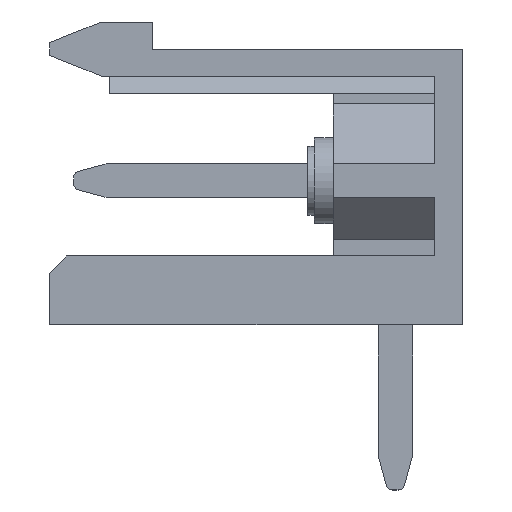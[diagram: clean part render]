
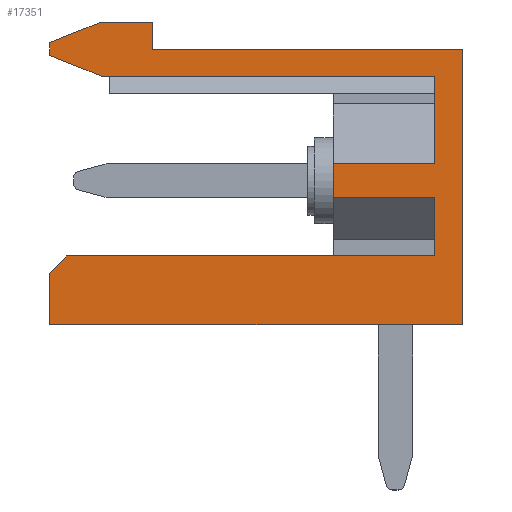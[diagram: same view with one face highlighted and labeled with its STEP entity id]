
A CAD part, left-side view. The second image highlights one B-rep face of the part: STEP entity #17351.
In plain terms, the highlighted planar face has unit normal (-1, 0, 0).
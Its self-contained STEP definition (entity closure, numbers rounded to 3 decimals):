
#69 = ORIENTED_EDGE ( 'NONE', *, *, #6523, .T. ) ;
#113 = ORIENTED_EDGE ( 'NONE', *, *, #4224, .F. ) ;
#319 = CARTESIAN_POINT ( 'NONE',  ( 0., 0.8, -0.77 ) ) ;
#417 = LINE ( 'NONE', #16603, #10526 ) ;
#502 = EDGE_CURVE ( 'NONE', #4255, #8271, #7880, .T. ) ;
#685 = VECTOR ( 'NONE', #13986, 1000. ) ;
#894 = VECTOR ( 'NONE', #9503, 1000. ) ;
#945 = ORIENTED_EDGE ( 'NONE', *, *, #4522, .F. ) ;
#1006 = VECTOR ( 'NONE', #8952, 1000. ) ;
#1317 = LINE ( 'NONE', #12237, #894 ) ;
#1374 = CARTESIAN_POINT ( 'NONE',  ( 0., 0.8, -0.77 ) ) ;
#1558 = DIRECTION ( 'NONE',  ( 0., 0., 1. ) ) ;
#1658 = EDGE_CURVE ( 'NONE', #14864, #13753, #15580, .T. ) ;
#1838 = ORIENTED_EDGE ( 'NONE', *, *, #502, .F. ) ;
#2165 = CARTESIAN_POINT ( 'NONE',  ( 0., 9.01, 0.8 ) ) ;
#2291 = EDGE_LOOP ( 'NONE', ( #945, #69, #16022, #6083, #1838, #17279, #9227, #3191, #8067, #2847, #7293, #6190, #8217, #113, #5219, #17517, #11026 ) ) ;
#2379 = CARTESIAN_POINT ( 'NONE',  ( 0., 10.5, 0.8 ) ) ;
#2502 = CARTESIAN_POINT ( 'NONE',  ( 0., 0., -8. ) ) ;
#2531 = VECTOR ( 'NONE', #10062, 1000. ) ;
#2716 = VERTEX_POINT ( 'NONE', #5022 ) ;
#2847 = ORIENTED_EDGE ( 'NONE', *, *, #17745, .F. ) ;
#2902 = DIRECTION ( 'NONE',  ( 0., 0.707, -0.707 ) ) ;
#2943 = EDGE_CURVE ( 'NONE', #17024, #9775, #8913, .T. ) ;
#3191 = ORIENTED_EDGE ( 'NONE', *, *, #14794, .F. ) ;
#3707 = VERTEX_POINT ( 'NONE', #13338 ) ;
#3774 = DIRECTION ( 'NONE',  ( 0., -1., 0. ) ) ;
#4224 = EDGE_CURVE ( 'NONE', #3707, #11238, #5197, .T. ) ;
#4255 = VERTEX_POINT ( 'NONE', #5818 ) ;
#4443 = AXIS2_PLACEMENT_3D ( 'NONE', #13460, #5236, #14870 ) ;
#4522 = EDGE_CURVE ( 'NONE', #17007, #2716, #6305, .T. ) ;
#4639 = CARTESIAN_POINT ( 'NONE',  ( 0., 9.01, 0. ) ) ;
#4653 = LINE ( 'NONE', #13033, #1006 ) ;
#4807 = VERTEX_POINT ( 'NONE', #1374 ) ;
#5022 = CARTESIAN_POINT ( 'NONE',  ( 0., 0.8, -6. ) ) ;
#5025 = CARTESIAN_POINT ( 'NONE',  ( 0., 0.8, -6. ) ) ;
#5197 = LINE ( 'NONE', #5764, #685 ) ;
#5219 = ORIENTED_EDGE ( 'NONE', *, *, #6943, .T. ) ;
#5236 = DIRECTION ( 'NONE',  ( 1., 0., 0. ) ) ;
#5254 = VECTOR ( 'NONE', #5506, 1000. ) ;
#5506 = DIRECTION ( 'NONE',  ( 0., -0.928, 0.371 ) ) ;
#5656 = LINE ( 'NONE', #16662, #9745 ) ;
#5764 = CARTESIAN_POINT ( 'NONE',  ( 0., 3.75, -3.31 ) ) ;
#5818 = CARTESIAN_POINT ( 'NONE',  ( 0., 0., 0. ) ) ;
#6066 = VECTOR ( 'NONE', #3774, 1000. ) ;
#6083 = ORIENTED_EDGE ( 'NONE', *, *, #10705, .F. ) ;
#6190 = ORIENTED_EDGE ( 'NONE', *, *, #17069, .F. ) ;
#6305 = LINE ( 'NONE', #5025, #9943 ) ;
#6436 = LINE ( 'NONE', #10909, #10075 ) ;
#6523 = EDGE_CURVE ( 'NONE', #17007, #11023, #417, .T. ) ;
#6874 = VECTOR ( 'NONE', #12984, 1000. ) ;
#6879 = EDGE_CURVE ( 'NONE', #13753, #4255, #8138, .T. ) ;
#6943 = EDGE_CURVE ( 'NONE', #3707, #8049, #10514, .T. ) ;
#7293 = ORIENTED_EDGE ( 'NONE', *, *, #15083, .F. ) ;
#7880 = LINE ( 'NONE', #10700, #11102 ) ;
#8049 = VERTEX_POINT ( 'NONE', #12603 ) ;
#8067 = ORIENTED_EDGE ( 'NONE', *, *, #2943, .F. ) ;
#8126 = VERTEX_POINT ( 'NONE', #14172 ) ;
#8138 = LINE ( 'NONE', #4639, #15047 ) ;
#8217 = ORIENTED_EDGE ( 'NONE', *, *, #14410, .F. ) ;
#8263 = VECTOR ( 'NONE', #14669, 1000. ) ;
#8271 = VERTEX_POINT ( 'NONE', #14552 ) ;
#8336 = VECTOR ( 'NONE', #9919, 1000. ) ;
#8668 = CARTESIAN_POINT ( 'NONE',  ( 0., 10.5, -0.77 ) ) ;
#8913 = LINE ( 'NONE', #16447, #5254 ) ;
#8952 = DIRECTION ( 'NONE',  ( 0., 0., 1. ) ) ;
#9227 = ORIENTED_EDGE ( 'NONE', *, *, #1658, .F. ) ;
#9233 = LINE ( 'NONE', #2502, #11581 ) ;
#9503 = DIRECTION ( 'NONE',  ( 0., 0.928, 0.371 ) ) ;
#9745 = VECTOR ( 'NONE', #1558, 1000. ) ;
#9775 = VERTEX_POINT ( 'NONE', #9835 ) ;
#9835 = CARTESIAN_POINT ( 'NONE',  ( 0., 10.5, 0.8 ) ) ;
#9919 = DIRECTION ( 'NONE',  ( 0., 0., 1. ) ) ;
#9943 = VECTOR ( 'NONE', #14650, 1000. ) ;
#10062 = DIRECTION ( 'NONE',  ( 0., 1., 0. ) ) ;
#10075 = VECTOR ( 'NONE', #17762, 1000. ) ;
#10359 = VERTEX_POINT ( 'NONE', #12490 ) ;
#10514 = LINE ( 'NONE', #11652, #6874 ) ;
#10526 = VECTOR ( 'NONE', #2902, 1000. ) ;
#10700 = CARTESIAN_POINT ( 'NONE',  ( 0., 0., 0. ) ) ;
#10705 = EDGE_CURVE ( 'NONE', #8271, #8126, #9233, .T. ) ;
#10712 = PLANE ( 'NONE',  #4443 ) ;
#10734 = DIRECTION ( 'NONE',  ( 0., 1., 0. ) ) ;
#10909 = CARTESIAN_POINT ( 'NONE',  ( 0., 12., -8. ) ) ;
#11023 = VERTEX_POINT ( 'NONE', #16983 ) ;
#11026 = ORIENTED_EDGE ( 'NONE', *, *, #11584, .F. ) ;
#11088 = EDGE_CURVE ( 'NONE', #8049, #15921, #16102, .T. ) ;
#11102 = VECTOR ( 'NONE', #11134, 1000. ) ;
#11134 = DIRECTION ( 'NONE',  ( 0., 0., -1. ) ) ;
#11238 = VERTEX_POINT ( 'NONE', #17395 ) ;
#11259 = CARTESIAN_POINT ( 'NONE',  ( 0., 11.5, -6. ) ) ;
#11544 = FACE_OUTER_BOUND ( 'NONE', #2291, .T. ) ;
#11550 = LINE ( 'NONE', #319, #8336 ) ;
#11581 = VECTOR ( 'NONE', #10734, 1000. ) ;
#11584 = EDGE_CURVE ( 'NONE', #2716, #15921, #11550, .T. ) ;
#11652 = CARTESIAN_POINT ( 'NONE',  ( 0., 3.75, -3.31 ) ) ;
#12196 = CARTESIAN_POINT ( 'NONE',  ( 0., 9.01, 0. ) ) ;
#12237 = CARTESIAN_POINT ( 'NONE',  ( 0., 12., -0.17 ) ) ;
#12415 = VECTOR ( 'NONE', #17105, 1000. ) ;
#12490 = CARTESIAN_POINT ( 'NONE',  ( 0., 10.5, -0.77 ) ) ;
#12603 = CARTESIAN_POINT ( 'NONE',  ( 0., 3.75, -4.31 ) ) ;
#12742 = CARTESIAN_POINT ( 'NONE',  ( 0., 0.8, -4.31 ) ) ;
#12984 = DIRECTION ( 'NONE',  ( 0., 0., -1. ) ) ;
#13033 = CARTESIAN_POINT ( 'NONE',  ( 0., 12., -0.17 ) ) ;
#13338 = CARTESIAN_POINT ( 'NONE',  ( 0., 3.75, -3.31 ) ) ;
#13460 = CARTESIAN_POINT ( 'NONE',  ( 0., 0., 0. ) ) ;
#13488 = LINE ( 'NONE', #8668, #2531 ) ;
#13753 = VERTEX_POINT ( 'NONE', #12196 ) ;
#13986 = DIRECTION ( 'NONE',  ( 0., -1., 0. ) ) ;
#14172 = CARTESIAN_POINT ( 'NONE',  ( 0., 12., -8. ) ) ;
#14328 = CARTESIAN_POINT ( 'NONE',  ( 0., 3.75, -4.31 ) ) ;
#14410 = EDGE_CURVE ( 'NONE', #11238, #4807, #5656, .T. ) ;
#14441 = CARTESIAN_POINT ( 'NONE',  ( 0., 12., -0.17 ) ) ;
#14552 = CARTESIAN_POINT ( 'NONE',  ( 0., 0., -8. ) ) ;
#14650 = DIRECTION ( 'NONE',  ( 0., -1., 0. ) ) ;
#14669 = DIRECTION ( 'NONE',  ( 0., 0., -1. ) ) ;
#14794 = EDGE_CURVE ( 'NONE', #9775, #14864, #17045, .T. ) ;
#14864 = VERTEX_POINT ( 'NONE', #2165 ) ;
#14870 = DIRECTION ( 'NONE',  ( 0., 0., -1. ) ) ;
#15047 = VECTOR ( 'NONE', #15655, 1000. ) ;
#15083 = EDGE_CURVE ( 'NONE', #10359, #17184, #1317, .T. ) ;
#15480 = CARTESIAN_POINT ( 'NONE',  ( 0., 12., 0.2 ) ) ;
#15580 = LINE ( 'NONE', #16490, #8263 ) ;
#15655 = DIRECTION ( 'NONE',  ( 0., -1., 0. ) ) ;
#15921 = VERTEX_POINT ( 'NONE', #12742 ) ;
#16022 = ORIENTED_EDGE ( 'NONE', *, *, #16846, .F. ) ;
#16102 = LINE ( 'NONE', #14328, #12415 ) ;
#16447 = CARTESIAN_POINT ( 'NONE',  ( 0., 10.5, 0.8 ) ) ;
#16490 = CARTESIAN_POINT ( 'NONE',  ( 0., 9.01, 0.8 ) ) ;
#16603 = CARTESIAN_POINT ( 'NONE',  ( 0., 11.5, -6. ) ) ;
#16662 = CARTESIAN_POINT ( 'NONE',  ( 0., 0.8, -0.77 ) ) ;
#16846 = EDGE_CURVE ( 'NONE', #8126, #11023, #6436, .T. ) ;
#16983 = CARTESIAN_POINT ( 'NONE',  ( 0., 12., -6.5 ) ) ;
#17007 = VERTEX_POINT ( 'NONE', #11259 ) ;
#17024 = VERTEX_POINT ( 'NONE', #15480 ) ;
#17045 = LINE ( 'NONE', #2379, #6066 ) ;
#17069 = EDGE_CURVE ( 'NONE', #4807, #10359, #13488, .T. ) ;
#17105 = DIRECTION ( 'NONE',  ( 0., -1., 0. ) ) ;
#17184 = VERTEX_POINT ( 'NONE', #14441 ) ;
#17279 = ORIENTED_EDGE ( 'NONE', *, *, #6879, .F. ) ;
#17351 = ADVANCED_FACE ( 'NONE', ( #11544 ), #10712, .F. ) ;
#17395 = CARTESIAN_POINT ( 'NONE',  ( 0., 0.8, -3.31 ) ) ;
#17517 = ORIENTED_EDGE ( 'NONE', *, *, #11088, .T. ) ;
#17745 = EDGE_CURVE ( 'NONE', #17184, #17024, #4653, .T. ) ;
#17762 = DIRECTION ( 'NONE',  ( 0., 0., 1. ) ) ;
